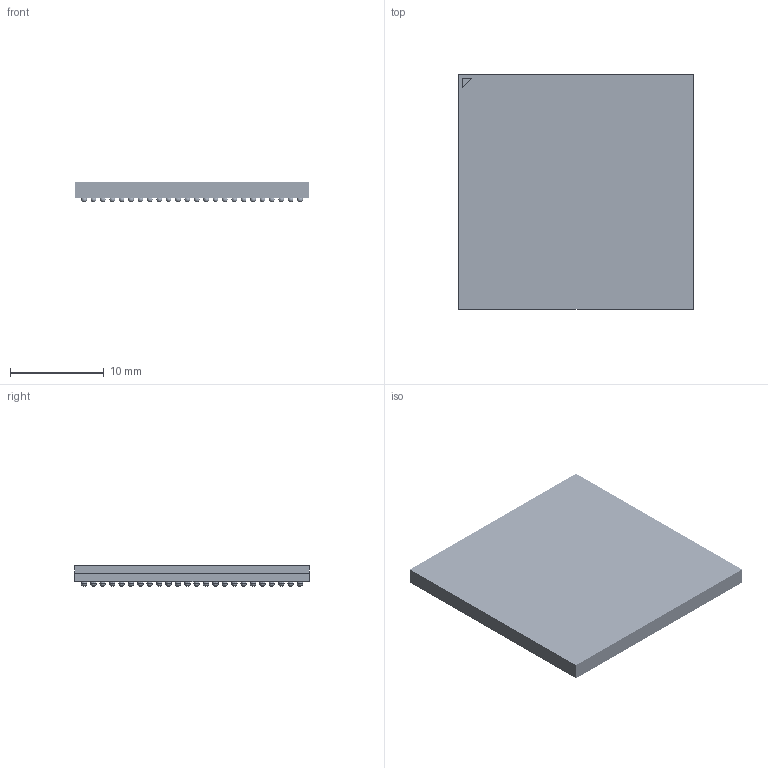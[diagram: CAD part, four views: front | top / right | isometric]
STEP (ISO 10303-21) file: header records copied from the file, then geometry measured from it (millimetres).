
FILE_DESCRIPTION((''),'2;1');
FILE_NAME('BGA572C100P24X24_2500X2500X220.stp','2011-08-24T16:07:43',(''),(''),'Mechanical Desktop 2011','Mechanical Desktop 2011',', , ');
FILE_SCHEMA(('AUTOMOTIVE_DESIGN { 1 2 10303 214 1 1 1 1 }'));
Length unit declared in the file: millimetre
Products named in the file (1): Product
Bounding box: 25 x 25 x 2.2 mm (x, y, z)
Volume: 1122.4 mm3; surface area: 3300.6 mm2
Topology: 575 solids, 575 shells, 1737 faces, 4046 edges, 1744 vertices
Faces by surface type: sphere 1144, plane 587, bspline 6
Entity records: 34334 total; most frequent: DIRECTION 6938, CARTESIAN_POINT 5258, ORIENTED_EDGE 3516, AXIS2_PLACEMENT_3D 3448, EDGE_LOOP 2310, EDGE_CURVE 1758, VERTEX_POINT 1744, FACE_OUTER_BOUND 1737
